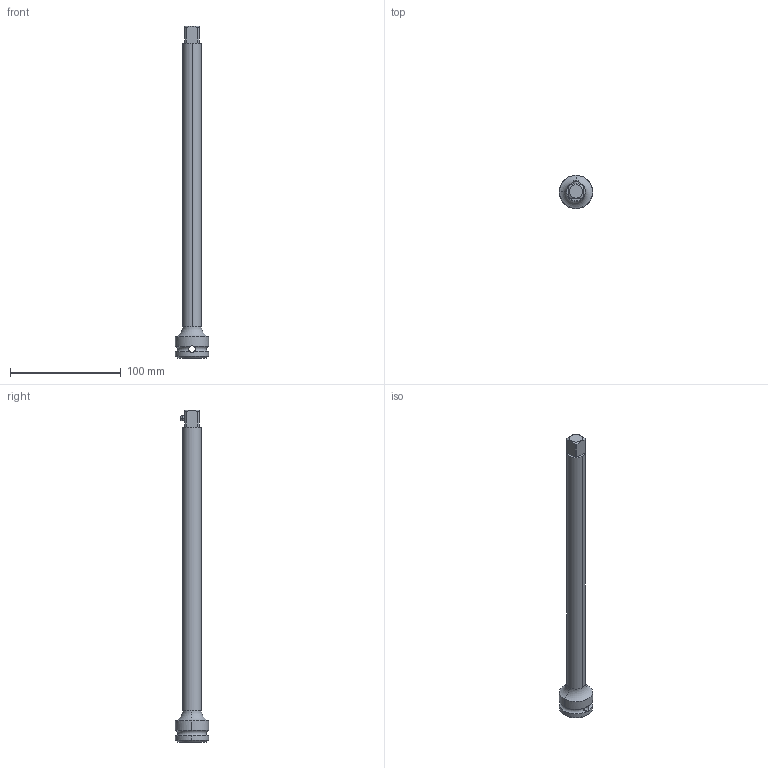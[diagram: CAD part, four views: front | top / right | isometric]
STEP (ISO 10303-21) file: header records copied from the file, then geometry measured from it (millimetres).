
FILE_DESCRIPTION((''),'2;1');
FILE_NAME('4027133409_ASM','2023-08-22T12:36:45',('A00565553'),(''),'CREO PARAMETRIC BY PTC INC, 2022414','CREO PARAMETRIC BY PTC INC, 2022414','');
FILE_SCHEMA(('CONFIG_CONTROL_DESIGN','GEOMETRIC_VALIDATION_PROPERTIES_MIM'));
Length unit declared in the file: millimetre
Products named in the file (4): 4027033266; 4027005370; 4027005376_AF0; 4027133409_ASM
Assembly tree (3 placements, depth 2):
  4027133409_ASM
    4027033266
    4027005370
    4027005376_AF0
Bounding box: 30 x 30 x 300 mm (x, y, z)
Volume: 73417.6 mm3; surface area: 19603.1 mm2
Topology: 4 solids, 4 shells, 88 faces, 206 edges, 128 vertices
Faces by surface type: cylinder 31, plane 29, cone 16, bspline 8, torus 4
Entity records: 10919 total; most frequent: CARTESIAN_POINT 7981, DIRECTION 422, ORIENTED_EDGE 408, PRESENTATION_STYLE_ASSIGNMENT 216, STYLED_ITEM 208, CURVE_STYLE 204, EDGE_CURVE 204, AXIS2_PLACEMENT_3D 176
